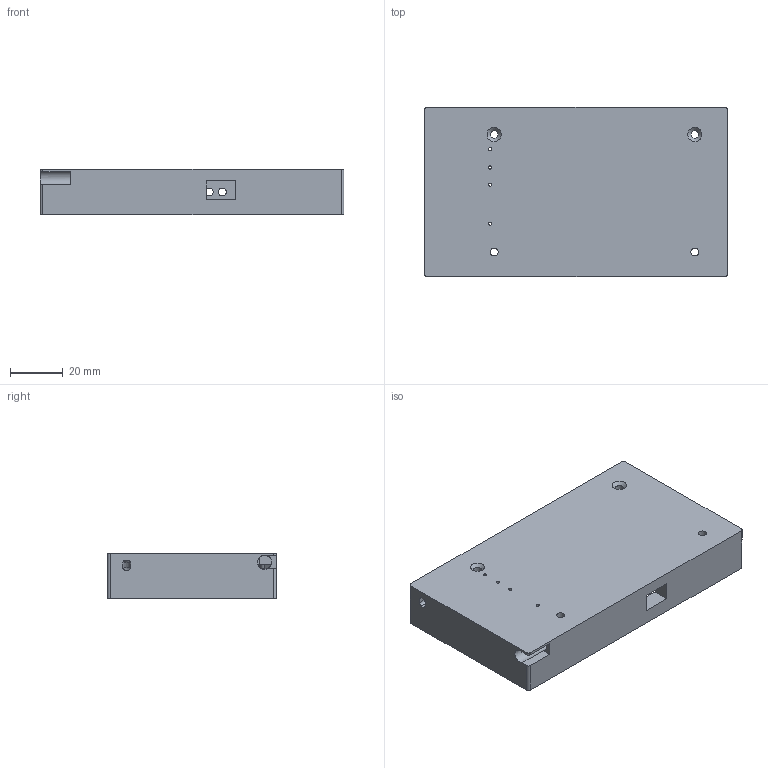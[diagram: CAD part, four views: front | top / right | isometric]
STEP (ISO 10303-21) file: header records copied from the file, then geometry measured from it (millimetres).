
FILE_DESCRIPTION(('STEP AP203'), '1');
FILE_NAME('Íèç áåç ÿùèêà', '', ('UNSPECIFIED'), ('UNSPECIFIED'), 'ASCON STEP Converter 1.6', 'ASCON Math Kernel', '');
FILE_SCHEMA(('CONFIG_CONTROL_DESIGN'));
Length unit declared in the file: millimetre
Assembly tree (1 placements, depth 2):
  (unnamed)
    (unnamed)
Bounding box: 115 x 64 x 17.4 mm (x, y, z)
Volume: 24590.2 mm3; surface area: 27891.8 mm2
Topology: 1 solids, 1 shells, 147 faces, 429 edges, 292 vertices
Faces by surface type: plane 97, cylinder 44, torus 4, cone 2
Full cylindrical faces by diameter (mm): 1.2 x4, 3 x11, 4 x4, 5.4 x1, 7 x2
Entity records: 6017 total; most frequent: CARTESIAN_POINT 848, DIRECTION 797, ORIENTED_EDGE 750, EDGE_CURVE 375, LINE 271, VECTOR 271, AXIS2_PLACEMENT_3D 263, VERTEX_POINT 260
